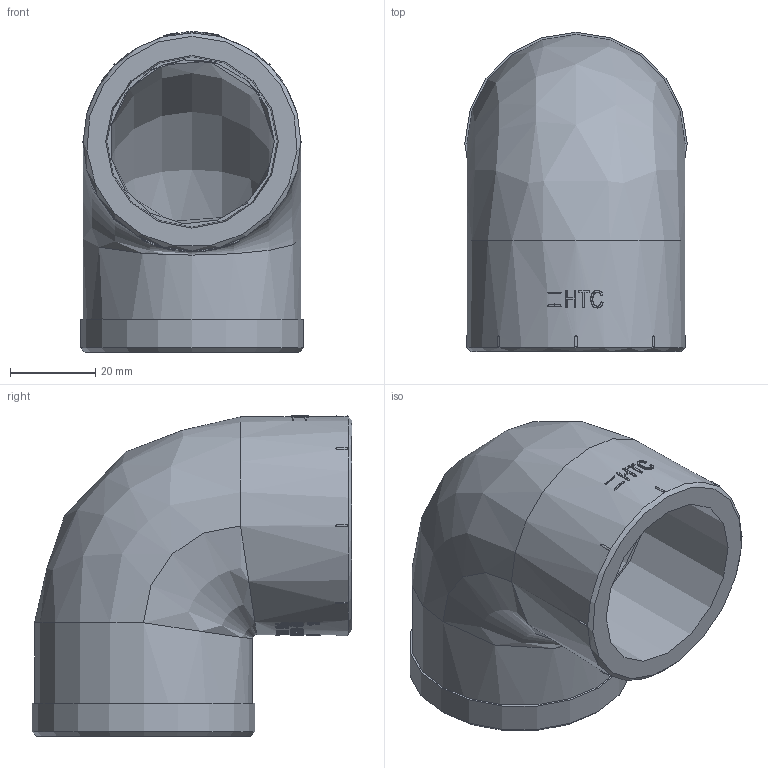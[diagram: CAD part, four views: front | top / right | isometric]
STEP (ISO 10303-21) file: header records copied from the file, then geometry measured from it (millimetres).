
FILE_DESCRIPTION(/* description */ (''),/* implementation_level */ '2;1');
FILE_NAME(/* name */ 'Z6C040040+铁圈.stp',/* time_stamp */ '2025-03-24T09:39:02+08:00',/* author */ (''),/* organization */ (''),/* preprocessor_version */ 'ST-DEVELOPER v16',/* originating_system */ 'SIEMENS PLM Software NX 10.0',/* authorisation */ '');
FILE_SCHEMA (('AUTOMOTIVE_DESIGN { 1 0 10303 214 3 1 1 1 }'));
Products named in the file (1): gelv16D465C6lpbu
Bounding box: 52.1 x 74.8 x 75 mm (x, y, z)
Volume: 936.2 mm3; surface area: 32391.2 mm2
Topology: 1 solids, 2 shells, 1670 faces, 4855 edges, 3209 vertices
Faces by surface type: bspline 1416, plane 132, cylinder 84, sphere 32, torus 5, cone 1
Full cylindrical faces by diameter (mm): 38.57 x1, 38.572 x1, 41.91 x8, 42.6 x1, 45 x1, 51 x2, 51.1 x1, 52.1 x1
Entity records: 93656 total; most frequent: CARTESIAN_POINT 52833, ORIENTED_EDGE 9550, DIRECTION 8186, EDGE_CURVE 4775, AXIS2_PLACEMENT_3D 3271, VERTEX_POINT 3186, ELLIPSE 2792, EDGE_LOOP 1737
